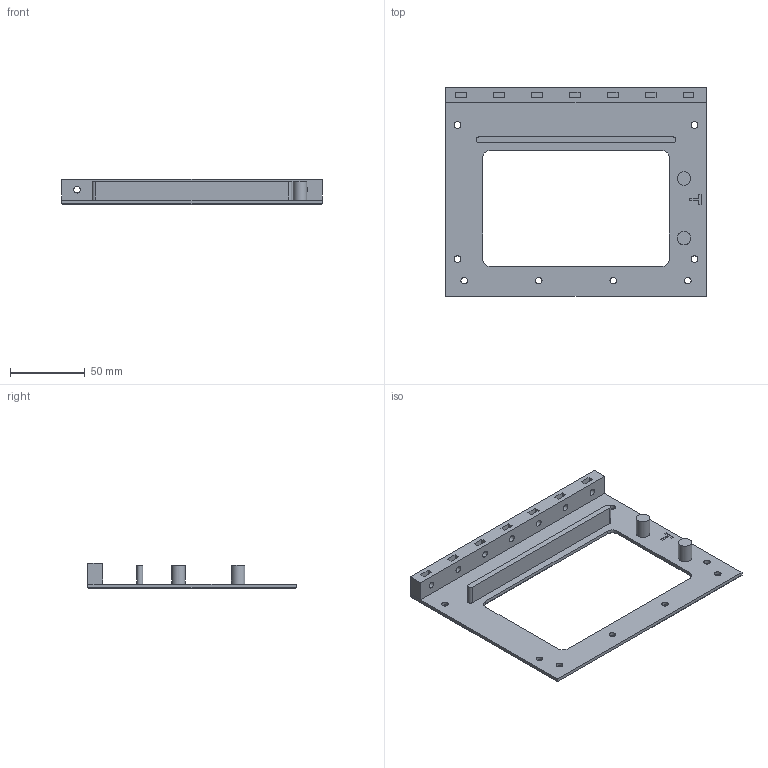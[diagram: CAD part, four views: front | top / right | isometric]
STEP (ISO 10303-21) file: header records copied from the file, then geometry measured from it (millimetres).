
FILE_DESCRIPTION(('FreeCAD Model'),'2;1');
FILE_NAME('Sideplate with support edges.step','2019-07-28T10:27:33', ('Author'),(''),'Open CASCADE STEP processor 7.3','FreeCAD','Unknown' );
FILE_SCHEMA(('AUTOMOTIVE_DESIGN { 1 0 10303 214 1 1 1 1 }'));
Length unit declared in the file: millimetre
Products named in the file (1): Chamfer
Bounding box: 175 x 140 x 17 mm (x, y, z)
Volume: 73609 mm3; surface area: 43739.8 mm2
Topology: 1 solids, 1 shells, 120 faces, 289 edges, 184 vertices
Faces by surface type: plane 74, cylinder 32, cone 14
Full cylindrical faces by diameter (mm): 3 x2, 4.4 x22, 9 x2
Entity records: 7423 total; most frequent: CARTESIAN_POINT 1460, DIRECTION 1109, LINE 689, VECTOR 689, ORIENTED_EDGE 578, PCURVE 578, DEFINITIONAL_REPRESENTATION 578, EDGE_CURVE 289
